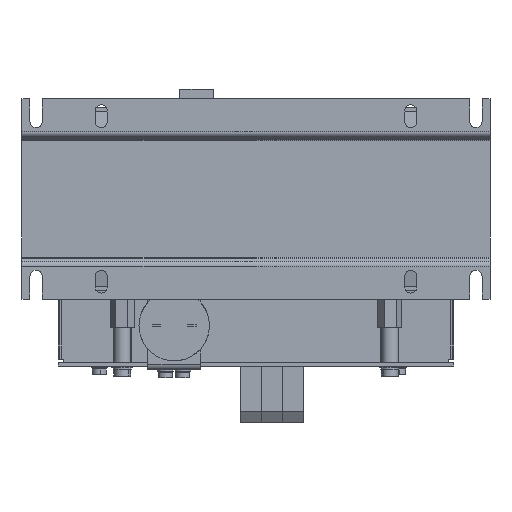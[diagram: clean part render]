
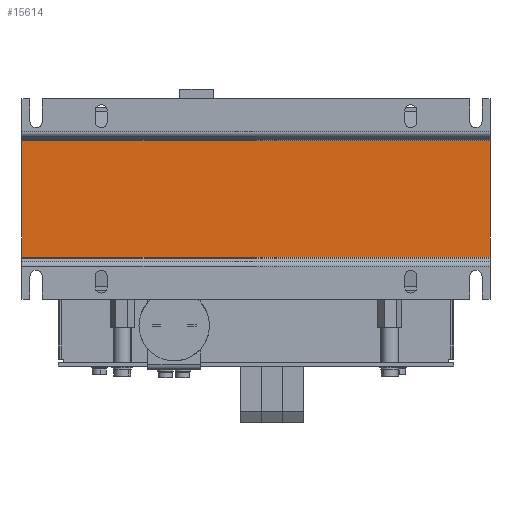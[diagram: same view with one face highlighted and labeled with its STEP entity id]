
A CAD part, front view. The second image highlights one B-rep face of the part: STEP entity #15614.
In plain terms, the highlighted planar face has unit normal (0, -1, 0).
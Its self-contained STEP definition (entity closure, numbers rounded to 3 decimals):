
#423 = EDGE_CURVE ( 'Defeature ausgef�hrt2_310+Defeature ausgef�hrt2_308+Defeature ausgef�hrt2_290+Defeature ausgef�hrt2_302', #14469, #13998, #10749, .T. ) ;
#1325 = VERTEX_POINT ( 'NONE', #23458 ) ;
#1661 = VECTOR ( 'NONE', #22377, 1000. ) ;
#2364 = DIRECTION ( 'NONE',  ( 0., 0., 1. ) ) ;
#2690 = VERTEX_POINT ( 'NONE', #30829 ) ;
#2865 = PLANE ( 'NONE',  #36086 ) ;
#3276 = CARTESIAN_POINT ( 'NONE',  ( 0., -97.5, -33.007 ) ) ;
#3590 = EDGE_CURVE ( 'Defeature ausgef�hrt2_289+Defeature ausgef�hrt2_308+Defeature ausgef�hrt2_291+Defeature ausgef�hrt2_290', #2690, #14469, #38682, .T. ) ;
#4864 = CARTESIAN_POINT ( 'NONE',  ( -133., -97.5, 33.007 ) ) ;
#5619 = VECTOR ( 'NONE', #2364, 1000. ) ;
#5936 = EDGE_LOOP ( 'NONE', ( #9401, #10415, #6912, #29871 ) ) ;
#6238 = DIRECTION ( 'NONE',  ( -1., 0., 0. ) ) ;
#6501 = FACE_OUTER_BOUND ( 'NONE', #5936, .T. ) ;
#6912 = ORIENTED_EDGE ( 'NONE', *, *, #19643, .T. ) ;
#7030 = LINE ( 'NONE', #19321, #37951 ) ;
#8850 = EDGE_CURVE ( 'Defeature ausgef�hrt2_309+Defeature ausgef�hrt2_308+Defeature ausgef�hrt2_303+Defeature ausgef�hrt2_291', #1325, #2690, #7030, .T. ) ;
#9401 = ORIENTED_EDGE ( 'NONE', *, *, #3590, .F. ) ;
#10265 = DIRECTION ( 'NONE',  ( 0., 0., -1. ) ) ;
#10415 = ORIENTED_EDGE ( 'NONE', *, *, #8850, .F. ) ;
#10749 = LINE ( 'NONE', #11638, #5619 ) ;
#11638 = CARTESIAN_POINT ( 'NONE',  ( -133., -97.5, -57. ) ) ;
#13998 = VERTEX_POINT ( 'NONE', #4864 ) ;
#14469 = VERTEX_POINT ( 'NONE', #29351 ) ;
#15614 = ADVANCED_FACE ( 'Defeature ausgef�hrt2_308', ( #6501 ), #2865, .F. ) ;
#17496 = DIRECTION ( 'NONE',  ( 0., 0., 1. ) ) ;
#19084 = CARTESIAN_POINT ( 'NONE',  ( 0., -97.5, 33.007 ) ) ;
#19321 = CARTESIAN_POINT ( 'NONE',  ( 133., -97.5, -57. ) ) ;
#19643 = EDGE_CURVE ( 'Defeature ausgef�hrt2_308+Defeature ausgef�hrt2_301+Defeature ausgef�hrt2_309+Defeature ausgef�hrt2_310', #1325, #13998, #38223, .T. ) ;
#22377 = DIRECTION ( 'NONE',  ( -1., 0., 0. ) ) ;
#23458 = CARTESIAN_POINT ( 'NONE',  ( 133., -97.5, 33.007 ) ) ;
#23847 = CARTESIAN_POINT ( 'NONE',  ( 0., -97.5, 0. ) ) ;
#28430 = VECTOR ( 'NONE', #6238, 1000. ) ;
#29351 = CARTESIAN_POINT ( 'NONE',  ( -133., -97.5, -33.007 ) ) ;
#29871 = ORIENTED_EDGE ( 'NONE', *, *, #423, .F. ) ;
#30829 = CARTESIAN_POINT ( 'NONE',  ( 133., -97.5, -33.007 ) ) ;
#32891 = DIRECTION ( 'NONE',  ( 0., 1., 0. ) ) ;
#36086 = AXIS2_PLACEMENT_3D ( 'NONE', #23847, #32891, #17496 ) ;
#37951 = VECTOR ( 'NONE', #10265, 1000. ) ;
#38223 = LINE ( 'NONE', #19084, #1661 ) ;
#38682 = LINE ( 'NONE', #3276, #28430 ) ;
